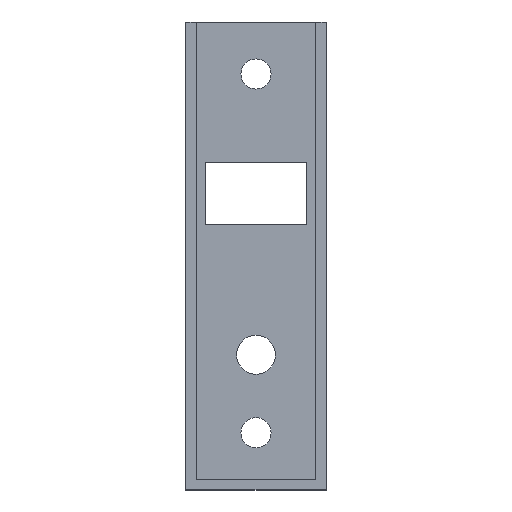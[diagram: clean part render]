
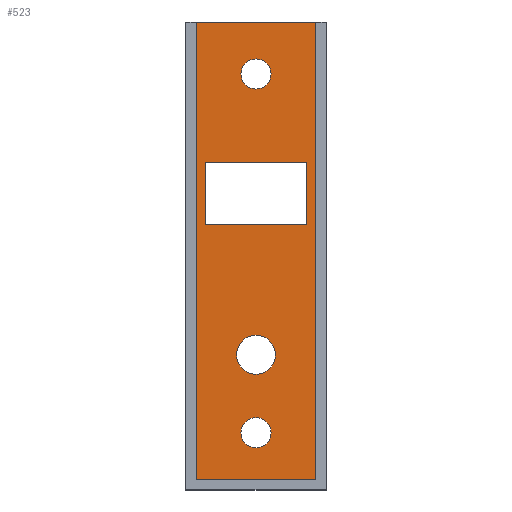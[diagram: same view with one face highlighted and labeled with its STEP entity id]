
A CAD part, top view. The second image highlights one B-rep face of the part: STEP entity #523.
In plain terms, the highlighted planar face has unit normal (0, 0, 1).
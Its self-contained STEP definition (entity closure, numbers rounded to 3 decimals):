
#260 = VERTEX_POINT('',#261);
#261 = CARTESIAN_POINT('',(25.,90.,4.));
#267 = EDGE_CURVE('',#260,#268,#270,.T.);
#268 = VERTEX_POINT('',#269);
#269 = CARTESIAN_POINT('',(2.,90.,4.));
#270 = LINE('',#271,#272);
#271 = CARTESIAN_POINT('',(27.,90.,4.));
#272 = VECTOR('',#273,1.);
#273 = DIRECTION('',(-1.,0.,0.));
#291 = EDGE_CURVE('',#292,#292,#294,.T.);
#292 = VERTEX_POINT('',#293);
#293 = CARTESIAN_POINT('',(16.4,11.,4.));
#294 = CIRCLE('',#295,2.9);
#295 = AXIS2_PLACEMENT_3D('',#296,#297,#298);
#296 = CARTESIAN_POINT('',(13.5,11.,4.));
#297 = DIRECTION('',(0.,0.,1.));
#298 = DIRECTION('',(1.,0.,0.));
#316 = EDGE_CURVE('',#317,#317,#319,.T.);
#317 = VERTEX_POINT('',#318);
#318 = CARTESIAN_POINT('',(17.25,26.,4.));
#319 = CIRCLE('',#320,3.75);
#320 = AXIS2_PLACEMENT_3D('',#321,#322,#323);
#321 = CARTESIAN_POINT('',(13.5,26.,4.));
#322 = DIRECTION('',(0.,0.,1.));
#323 = DIRECTION('',(1.,0.,0.));
#341 = EDGE_CURVE('',#342,#344,#346,.T.);
#342 = VERTEX_POINT('',#343);
#343 = CARTESIAN_POINT('',(3.75,63.,4.));
#344 = VERTEX_POINT('',#345);
#345 = CARTESIAN_POINT('',(3.75,51.,4.));
#346 = LINE('',#347,#348);
#347 = CARTESIAN_POINT('',(3.75,63.,4.));
#348 = VECTOR('',#349,1.);
#349 = DIRECTION('',(0.,-1.,0.));
#372 = EDGE_CURVE('',#344,#373,#375,.T.);
#373 = VERTEX_POINT('',#374);
#374 = CARTESIAN_POINT('',(23.25,51.,4.));
#375 = LINE('',#376,#377);
#376 = CARTESIAN_POINT('',(3.75,51.,4.));
#377 = VECTOR('',#378,1.);
#378 = DIRECTION('',(1.,0.,0.));
#396 = EDGE_CURVE('',#373,#397,#399,.T.);
#397 = VERTEX_POINT('',#398);
#398 = CARTESIAN_POINT('',(23.25,63.,4.));
#399 = LINE('',#400,#401);
#400 = CARTESIAN_POINT('',(23.25,51.,4.));
#401 = VECTOR('',#402,1.);
#402 = DIRECTION('',(0.,1.,0.));
#420 = EDGE_CURVE('',#397,#342,#421,.T.);
#421 = LINE('',#422,#423);
#422 = CARTESIAN_POINT('',(23.25,63.,4.));
#423 = VECTOR('',#424,1.);
#424 = DIRECTION('',(-1.,0.,0.));
#437 = EDGE_CURVE('',#438,#438,#440,.T.);
#438 = VERTEX_POINT('',#439);
#439 = CARTESIAN_POINT('',(16.4,80.,4.));
#440 = CIRCLE('',#441,2.9);
#441 = AXIS2_PLACEMENT_3D('',#442,#443,#444);
#442 = CARTESIAN_POINT('',(13.5,80.,4.));
#443 = DIRECTION('',(0.,0.,1.));
#444 = DIRECTION('',(1.,0.,0.));
#465 = VERTEX_POINT('',#466);
#466 = CARTESIAN_POINT('',(2.,2.,4.));
#472 = EDGE_CURVE('',#268,#465,#473,.T.);
#473 = LINE('',#474,#475);
#474 = CARTESIAN_POINT('',(2.,90.,4.));
#475 = VECTOR('',#476,1.);
#476 = DIRECTION('',(0.,-1.,0.));
#489 = VERTEX_POINT('',#490);
#490 = CARTESIAN_POINT('',(25.,2.,4.));
#496 = EDGE_CURVE('',#465,#489,#497,.T.);
#497 = LINE('',#498,#499);
#498 = CARTESIAN_POINT('',(2.,2.,4.));
#499 = VECTOR('',#500,1.);
#500 = DIRECTION('',(1.,0.,0.));
#513 = EDGE_CURVE('',#489,#260,#514,.T.);
#514 = LINE('',#515,#516);
#515 = CARTESIAN_POINT('',(25.,2.,4.));
#516 = VECTOR('',#517,1.);
#517 = DIRECTION('',(0.,1.,0.));
#523 = ADVANCED_FACE('',(#524,#530,#533,#536,#542),#545,.T.);
#524 = FACE_BOUND('',#525,.T.);
#525 = EDGE_LOOP('',(#526,#527,#528,#529));
#526 = ORIENTED_EDGE('',*,*,#267,.T.);
#527 = ORIENTED_EDGE('',*,*,#472,.T.);
#528 = ORIENTED_EDGE('',*,*,#496,.T.);
#529 = ORIENTED_EDGE('',*,*,#513,.T.);
#530 = FACE_BOUND('',#531,.T.);
#531 = EDGE_LOOP('',(#532));
#532 = ORIENTED_EDGE('',*,*,#291,.F.);
#533 = FACE_BOUND('',#534,.T.);
#534 = EDGE_LOOP('',(#535));
#535 = ORIENTED_EDGE('',*,*,#316,.F.);
#536 = FACE_BOUND('',#537,.T.);
#537 = EDGE_LOOP('',(#538,#539,#540,#541));
#538 = ORIENTED_EDGE('',*,*,#341,.F.);
#539 = ORIENTED_EDGE('',*,*,#420,.F.);
#540 = ORIENTED_EDGE('',*,*,#396,.F.);
#541 = ORIENTED_EDGE('',*,*,#372,.F.);
#542 = FACE_BOUND('',#543,.T.);
#543 = EDGE_LOOP('',(#544));
#544 = ORIENTED_EDGE('',*,*,#437,.F.);
#545 = PLANE('',#546);
#546 = AXIS2_PLACEMENT_3D('',#547,#548,#549);
#547 = CARTESIAN_POINT('',(13.5,45.,4.));
#548 = DIRECTION('',(0.,0.,1.));
#549 = DIRECTION('',(1.,0.,0.));
